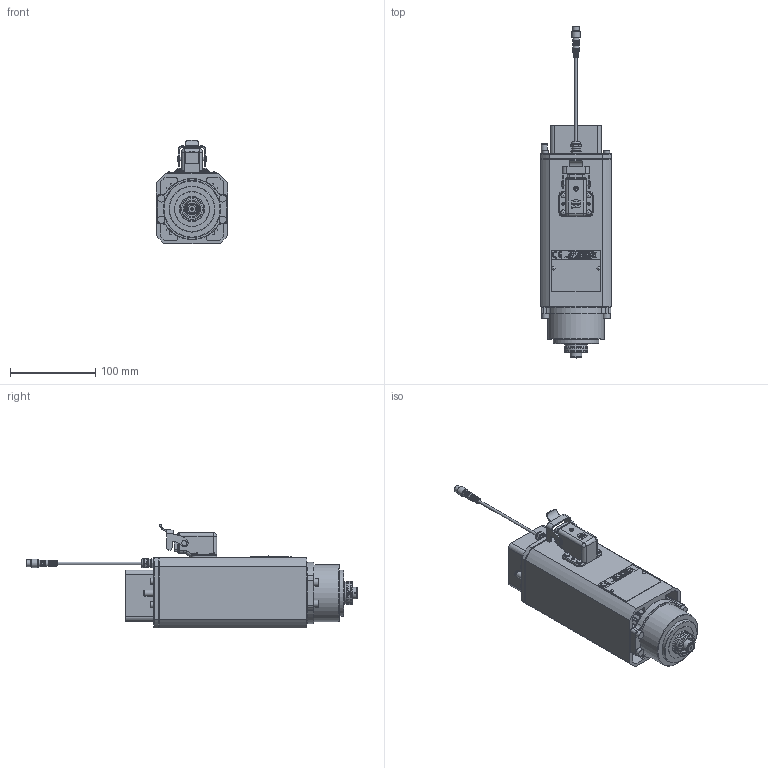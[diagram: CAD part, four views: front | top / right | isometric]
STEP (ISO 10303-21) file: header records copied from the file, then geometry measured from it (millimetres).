
FILE_DESCRIPTION(/* description */ ('Alibre Inc.'),/* implementation_level */ '2;1');
FILE_NAME(/* name */ 'export-584B31DC-5E31-41C0-A74B-53C480D5FF30',/* time_stamp */ '2023-10-31T18:00:14+01:00',/* author */ (''),/* organization */ (''),/* preprocessor_version */ 'ST-DEVELOPER v17',/* originating_system */ 'Alibre',/* authorisation */ '');
FILE_SCHEMA (('AUTOMOTIVE_DESIGN'));
Length unit declared in the file: millimetre
Products named in the file (1): STEP_COMC0410007
Bounding box: 84 x 390.19 x 122.09 mm (x, y, z)
Volume: 1352081.4 mm3; surface area: 167084.3 mm2
Topology: 1 solids, 18 shells, 2175 faces, 5856 edges, 3839 vertices
Faces by surface type: plane 1109, cylinder 568, bspline 221, cone 155, torus 104, sphere 18
Full cylindrical faces by diameter (mm): 0.6 x5, 0.753 x1, 0.986 x1, 1 x8, 1.501 x4, 1.75 x5, 1.8 x2, 2 x1, 2.4 x1, 2.49 x2, 2.5 x8, 2.6 x5, 2.796 x4, 2.9 x1, 3 x8, 3.002 x1, 3.2 x4, 3.25 x4, 3.3 x1, 4.019 x4, 4.2 x1, 4.459 x2, 4.5 x11, 4.7 x1, 4.8 x7, 5 x20, 5.5 x4, 5.6 x4, 5.8 x1, 6 x2
Entity records: 72593 total; most frequent: CARTESIAN_POINT 18946, ORIENTED_EDGE 11618, DIRECTION 8757, EDGE_CURVE 5809, VERTEX_POINT 3839, AXIS2_PLACEMENT_3D 3459, VECTOR 3052, LINE 3052
